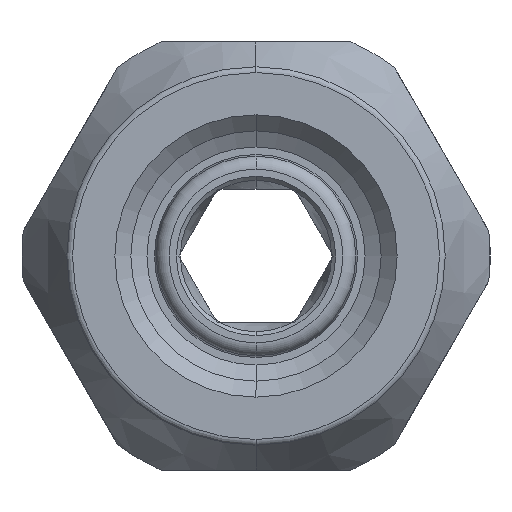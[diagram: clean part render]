
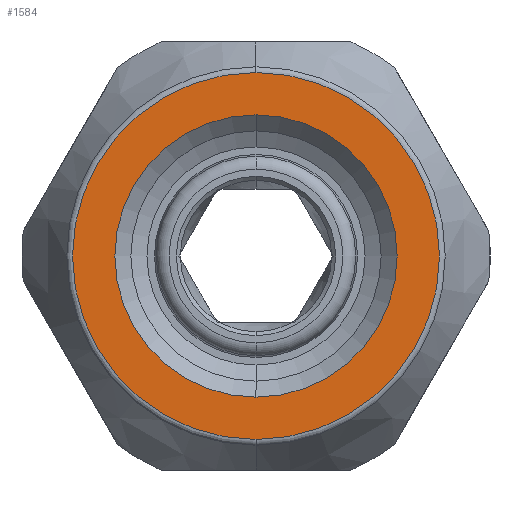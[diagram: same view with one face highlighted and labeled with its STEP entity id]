
A CAD part, left-side view. The second image highlights one B-rep face of the part: STEP entity #1584.
In plain terms, the highlighted planar face has unit normal (-1, 0, 0).
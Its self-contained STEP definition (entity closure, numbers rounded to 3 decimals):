
#252 = CARTESIAN_POINT ( 'NONE',  ( 0., 0., 13.711 ) ) ;
#257 = CARTESIAN_POINT ( 'NONE',  ( 0., 0., -13.711 ) ) ;
#362 = CARTESIAN_POINT ( 'NONE',  ( 0., 0., -10.55 ) ) ;
#392 = CARTESIAN_POINT ( 'NONE',  ( 0., 0., 10.55 ) ) ;
#711 = DIRECTION ( 'NONE',  ( 1., 0., 0. ) ) ;
#718 = CARTESIAN_POINT ( 'NONE',  ( 0., 0., 0. ) ) ;
#754 = CARTESIAN_POINT ( 'NONE',  ( 0., 0., 0. ) ) ;
#756 = DIRECTION ( 'NONE',  ( 0., 0., -1. ) ) ;
#759 = CARTESIAN_POINT ( 'NONE',  ( 0., 0., 0. ) ) ;
#766 = DIRECTION ( 'NONE',  ( 0., 0., -1. ) ) ;
#796 = DIRECTION ( 'NONE',  ( 1., 0., 0. ) ) ;
#807 = DIRECTION ( 'NONE',  ( 1., 0., 0. ) ) ;
#820 = DIRECTION ( 'NONE',  ( 0., 0., -1. ) ) ;
#884 = DIRECTION ( 'NONE',  ( 0., 0., -1. ) ) ;
#967 = DIRECTION ( 'NONE',  ( 1., 0., 0. ) ) ;
#1003 = CARTESIAN_POINT ( 'NONE',  ( 0., 0., 0. ) ) ;
#1387 = EDGE_CURVE ( 'NONE', #4419, #4414, #4016, .T. ) ;
#1392 = EDGE_CURVE ( 'NONE', #4637, #4579, #4023, .T. ) ;
#1441 = EDGE_CURVE ( 'NONE', #4579, #4637, #4088, .T. ) ;
#1442 = EDGE_CURVE ( 'NONE', #4414, #4419, #4089, .T. ) ;
#1584 = ADVANCED_FACE ( 'NONE', ( #3591, #3593 ), #5227, .T. ) ;
#2285 = AXIS2_PLACEMENT_3D ( 'NONE', #759, #807, #884 ) ;
#2289 = AXIS2_PLACEMENT_3D ( 'NONE', #718, #796, #766 ) ;
#2321 = AXIS2_PLACEMENT_3D ( 'NONE', #754, #711, #756 ) ;
#2322 = AXIS2_PLACEMENT_3D ( 'NONE', #1003, #967, #820 ) ;
#2379 = AXIS2_PLACEMENT_3D ( 'NONE', #4924, #4883, #4890 ) ;
#2972 = ORIENTED_EDGE ( 'NONE', *, *, #1392, .T. ) ;
#2973 = ORIENTED_EDGE ( 'NONE', *, *, #1441, .T. ) ;
#2974 = ORIENTED_EDGE ( 'NONE', *, *, #1387, .F. ) ;
#2975 = ORIENTED_EDGE ( 'NONE', *, *, #1442, .F. ) ;
#3088 = EDGE_LOOP ( 'NONE', ( #2974, #2975 ) ) ;
#3112 = EDGE_LOOP ( 'NONE', ( #2972, #2973 ) ) ;
#3591 = FACE_BOUND ( 'NONE', #3112, .T. ) ;
#3593 = FACE_OUTER_BOUND ( 'NONE', #3088, .T. ) ;
#4016 = CIRCLE ( 'NONE', #2285, 13.711 ) ;
#4023 = CIRCLE ( 'NONE', #2289, 10.55 ) ;
#4088 = CIRCLE ( 'NONE', #2321, 10.55 ) ;
#4089 = CIRCLE ( 'NONE', #2322, 13.711 ) ;
#4414 = VERTEX_POINT ( 'NONE', #252 ) ;
#4419 = VERTEX_POINT ( 'NONE', #257 ) ;
#4579 = VERTEX_POINT ( 'NONE', #362 ) ;
#4637 = VERTEX_POINT ( 'NONE', #392 ) ;
#4883 = DIRECTION ( 'NONE',  ( -1., 0., 0. ) ) ;
#4890 = DIRECTION ( 'NONE',  ( 0., 0., 1. ) ) ;
#4924 = CARTESIAN_POINT ( 'NONE',  ( 0., 10.55, 0. ) ) ;
#5227 = PLANE ( 'NONE',  #2379 ) ;
